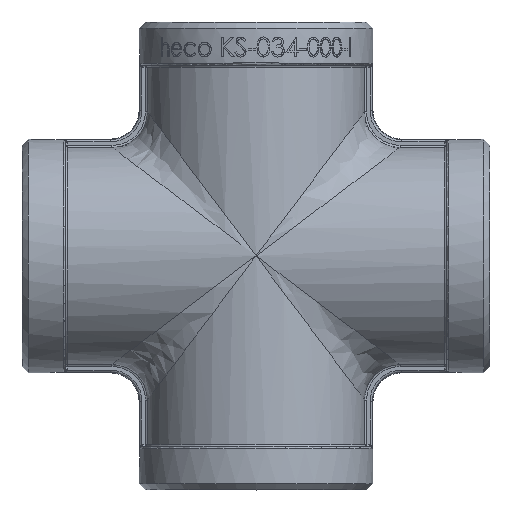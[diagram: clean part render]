
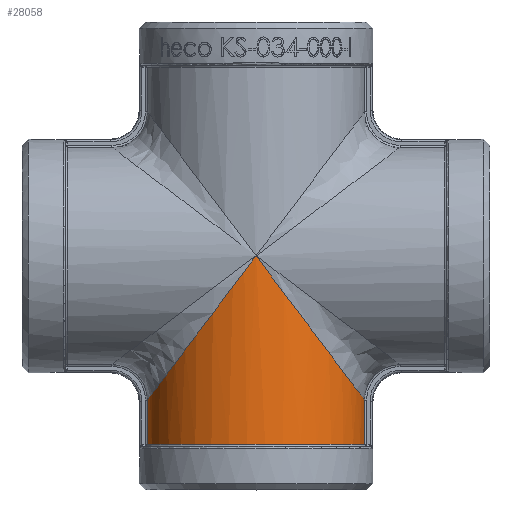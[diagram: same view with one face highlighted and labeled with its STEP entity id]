
A CAD part, top view. The second image highlights one B-rep face of the part: STEP entity #28058.
In plain terms, the highlighted cylindrical face has radius 15.25 mm (diameter 30.5 mm), a partial arc.
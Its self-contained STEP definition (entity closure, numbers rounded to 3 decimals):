
#2569 = VERTEX_POINT ( 'NONE', #15388 ) ;
#2587 = VERTEX_POINT ( 'NONE', #15379 ) ;
#2684 = VERTEX_POINT ( 'NONE', #15432 ) ;
#2687 = ORIENTED_EDGE ( 'NONE', *, *, #28156, .F. ) ;
#2691 = ORIENTED_EDGE ( 'NONE', *, *, #27747, .F. ) ;
#2723 = ORIENTED_EDGE ( 'NONE', *, *, #27667, .F. ) ;
#3261 = VECTOR ( 'NONE', #4715, 1000. ) ;
#3337 = CIRCLE ( 'NONE', #3350, 15.25 ) ;
#3350 = AXIS2_PLACEMENT_3D ( 'NONE', #4646, #4678, #4676 ) ;
#3425 = VERTEX_POINT ( 'NONE', #17861 ) ;
#3429 = VERTEX_POINT ( 'NONE', #17826 ) ;
#4646 = CARTESIAN_POINT ( 'NONE',  ( 0., -26.2, 0. ) ) ;
#4676 = DIRECTION ( 'NONE',  ( -1., 0., 0. ) ) ;
#4678 = DIRECTION ( 'NONE',  ( 0., -1., 0. ) ) ;
#4713 = LINE ( 'NONE', #4735, #3261 ) ;
#4715 = DIRECTION ( 'NONE',  ( 0., -1., 0. ) ) ;
#4735 = CARTESIAN_POINT ( 'NONE',  ( 15.082, 13.25, 2.256 ) ) ;
#13880 = CARTESIAN_POINT ( 'NONE',  ( 14.777, -19.622, 4.299 ) ) ;
#13895 = CARTESIAN_POINT ( 'NONE',  ( 0., 0., 15.25 ) ) ;
#13896 = CARTESIAN_POINT ( 'NONE',  ( 4.647, -6.171, 14.774 ) ) ;
#13898 = CARTESIAN_POINT ( 'NONE',  ( 13.325, -17.694, 8.259 ) ) ;
#13906 = CARTESIAN_POINT ( 'NONE',  ( 9.337, -12.398, 12.469 ) ) ;
#13914 = CARTESIAN_POINT ( 'NONE',  ( 1.549, -2.057, 15.25 ) ) ;
#13918 = CARTESIAN_POINT ( 'NONE',  ( 15.082, -20.027, 2.256 ) ) ;
#14550 = CARTESIAN_POINT ( 'NONE',  ( -14.929, -19.824, 3.277 ) ) ;
#14561 = CARTESIAN_POINT ( 'NONE',  ( -15.082, -20.027, 2.256 ) ) ;
#14600 = CARTESIAN_POINT ( 'NONE',  ( -6.196, -8.228, 14.399 ) ) ;
#14605 = CARTESIAN_POINT ( 'NONE',  ( 0., 0., 15.25 ) ) ;
#14606 = CARTESIAN_POINT ( 'NONE',  ( -2.066, -2.743, 15.25 ) ) ;
#14607 = CARTESIAN_POINT ( 'NONE',  ( -11.384, -15.117, 10.777 ) ) ;
#14614 = DIRECTION ( 'NONE',  ( 0., 1., 0. ) ) ;
#14616 = CARTESIAN_POINT ( 'NONE',  ( -14.161, -18.804, 6.296 ) ) ;
#14636 = LINE ( 'NONE', #14637, #26203 ) ;
#14637 = CARTESIAN_POINT ( 'NONE',  ( -15.082, 13.25, 2.256 ) ) ;
#15379 = CARTESIAN_POINT ( 'NONE',  ( 15.082, -20.027, 2.256 ) ) ;
#15388 = CARTESIAN_POINT ( 'NONE',  ( 0., 0., 15.25 ) ) ;
#15432 = CARTESIAN_POINT ( 'NONE',  ( 15.082, -26.2, 2.256 ) ) ;
#17826 = CARTESIAN_POINT ( 'NONE',  ( -15.082, -20.027, 2.256 ) ) ;
#17861 = CARTESIAN_POINT ( 'NONE',  ( -15.082, -26.2, 2.256 ) ) ;
#22672 = B_SPLINE_CURVE_WITH_KNOTS ( 'NONE', 3,
 ( #14561, #14550, #14616, #14607, #14600, #14606, #14605 ),
 .UNSPECIFIED., .F., .F.,
 ( 4, 1, 1, 1, 4 ),
 ( 0., 0.143, 0.429, 0.714, 1. ),
 .UNSPECIFIED. ) ;
#22687 = B_SPLINE_CURVE_WITH_KNOTS ( 'NONE', 3,
 ( #13895, #13914, #13896, #13906, #13898, #13880, #13918 ),
 .UNSPECIFIED., .F., .F.,
 ( 4, 1, 1, 1, 4 ),
 ( 0., 0.214, 0.429, 0.714, 1. ),
 .UNSPECIFIED. ) ;
#24162 = CARTESIAN_POINT ( 'NONE',  ( 0., 13.25, 0. ) ) ;
#24163 = DIRECTION ( 'NONE',  ( 1., 0., 0. ) ) ;
#24171 = CYLINDRICAL_SURFACE ( 'NONE', #25175, 15.25 ) ;
#24172 = DIRECTION ( 'NONE',  ( 0., 1., 0. ) ) ;
#24191 = FACE_OUTER_BOUND ( 'NONE', #25385, .T. ) ;
#25175 = AXIS2_PLACEMENT_3D ( 'NONE', #24162, #24172, #24163 ) ;
#25385 = EDGE_LOOP ( 'NONE', ( #25588, #2691, #2723, #25609, #2687 ) ) ;
#25588 = ORIENTED_EDGE ( 'NONE', *, *, #28166, .F. ) ;
#25609 = ORIENTED_EDGE ( 'NONE', *, *, #27669, .F. ) ;
#26203 = VECTOR ( 'NONE', #14614, 1000. ) ;
#27667 = EDGE_CURVE ( 'NONE', #3429, #2569, #22672, .T. ) ;
#27669 = EDGE_CURVE ( 'NONE', #3425, #3429, #14636, .T. ) ;
#27747 = EDGE_CURVE ( 'NONE', #2569, #2587, #22687, .T. ) ;
#28058 = ADVANCED_FACE ( 'NONE', ( #24191 ), #24171, .T. ) ;
#28156 = EDGE_CURVE ( 'NONE', #2684, #3425, #3337, .T. ) ;
#28166 = EDGE_CURVE ( 'NONE', #2587, #2684, #4713, .T. ) ;
